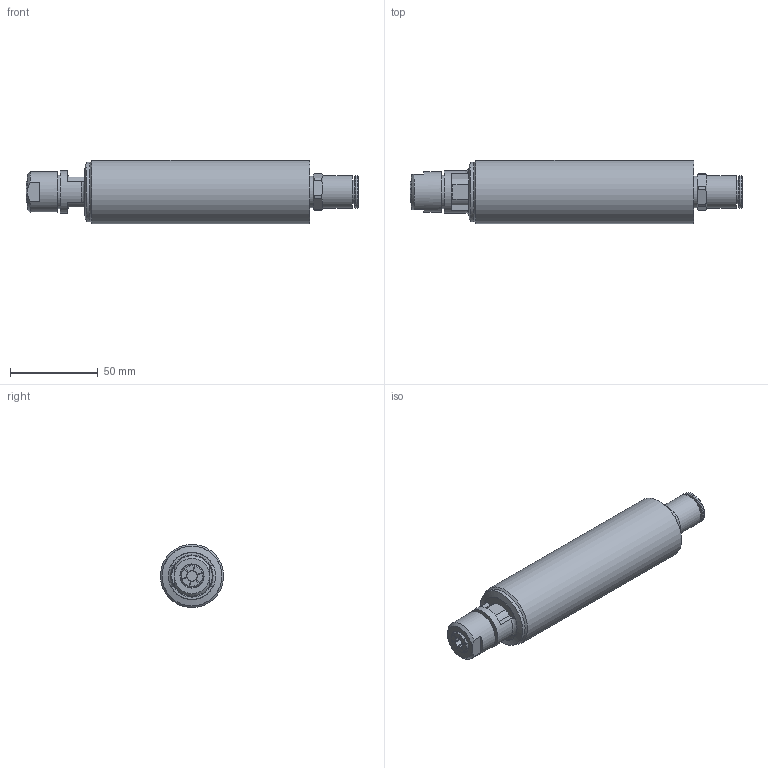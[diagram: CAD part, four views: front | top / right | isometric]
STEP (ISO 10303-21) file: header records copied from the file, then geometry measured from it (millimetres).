
FILE_DESCRIPTION((''),'2;1');
FILE_NAME('ES 230 ER_60012337.stp','2009-03-02T13:55:39',('rmorof'),(''),'Autodesk Inventor 2008','Autodesk Inventor 2008','');
FILE_SCHEMA(('CONFIG_CONTROL_DESIGN'));
Length unit declared in the file: millimetre
Products named in the file (1): ES 230 ER_60012337
Bounding box: 188.92 x 35.87 x 35.87 mm (x, y, z)
Volume: 145369.3 mm3; surface area: 23818.3 mm2
Topology: 1 solids, 19 shells, 301 faces, 716 edges, 466 vertices
Faces by surface type: plane 165, cylinder 72, cone 62, bspline 1, torus 1
Full cylindrical faces by diameter (mm): 6 x1, 10.5 x1, 12 x2, 12.2 x1, 13.2 x1, 18 x1, 18.5 x2, 19 x1, 23 x1, 24 x1, 34 x1, 36 x1
Entity records: 8893 total; most frequent: CARTESIAN_POINT 2002, ORIENTED_EDGE 1374, DIRECTION 1366, EDGE_CURVE 687, AXIS2_PLACEMENT_3D 556, VERTEX_POINT 459, EDGE_LOOP 336, FACE_OUTER_BOUND 301
